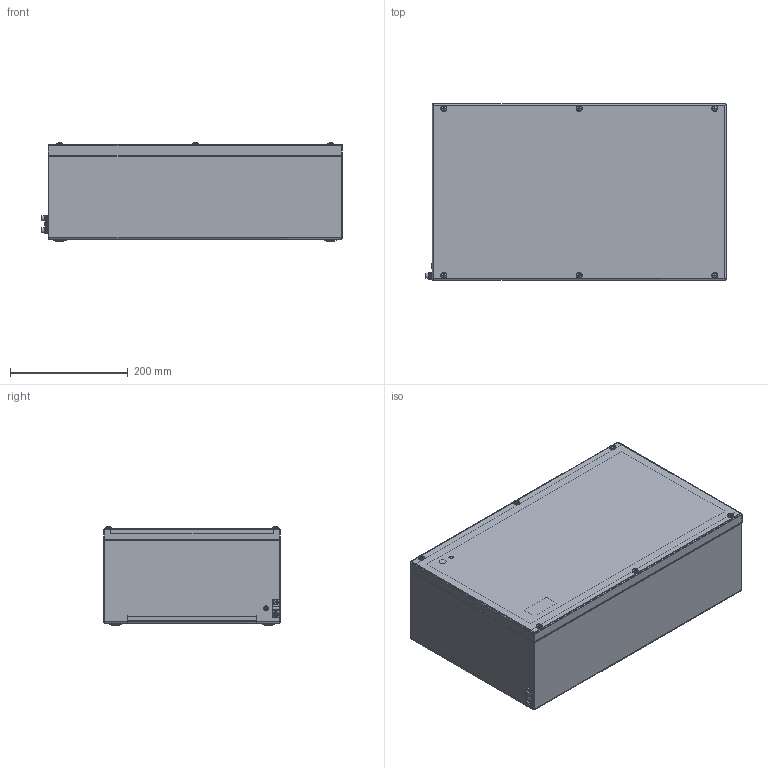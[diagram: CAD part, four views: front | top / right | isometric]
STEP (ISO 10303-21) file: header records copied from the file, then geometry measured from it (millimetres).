
FILE_DESCRIPTION (( 'STEP AP214' ), '1' );
FILE_NAME ('34503016.STEP', '2017-12-12T13:04:47', ( 'Macha' ), ( 'Hewlett-Packard Company' ), 'SwSTEP 2.0', 'SolidWorks 2017', '' );
FILE_SCHEMA (( 'AUTOMOTIVE_DESIGN' ));
Length unit declared in the file: millimetre
Products named in the file (19): 95947; 92684; 56123_Ex; 93379; 93344; 41070; 82410_37503016; 42036_Ex; 56815_Ex; 94753; 42110; 86003_Bl.1,25; 42430_Ex; 34503016; 92081; 83015; 75600; 93238; 95498
Assembly tree (43 placements, depth 3):
  34503016
    56815_Ex
      42430_Ex
      86003_Bl.1,25  x6
      42110  x2
      94753  x4
    56123_Ex
      42036_Ex
      82410_37503016
      41070  x6
      93344  x6
      93379
    92684
    86003_Bl.1,25  x2
    95947
    95498
    93238  x2
    83015  x2
    92081  x4
  75600
Bounding box: 511 x 300 x 168.47 mm (x, y, z)
Volume: 939644.5 mm3; surface area: 1317803.7 mm2
Topology: 41 solids, 41 shells, 1048 faces, 2285 edges, 1392 vertices
Faces by surface type: plane 495, cylinder 317, bspline 92, cone 78, torus 38, sphere 28
Full cylindrical faces by diameter (mm): 1.9 x1, 4.2 x14, 4.7 x4, 5 x46, 5.9 x8, 6 x1, 6.5 x4, 7 x24, 8 x16, 8.5 x6, 9 x8, 10 x12, 10.4 x6, 12 x1, 14 x4
Entity records: 18810 total; most frequent: CARTESIAN_POINT 5796, DIRECTION 2393, ORIENTED_EDGE 2320, EDGE_CURVE 1160, AXIS2_PLACEMENT_3D 878, EDGE_LOOP 751, VERTEX_POINT 723, VECTOR 637
